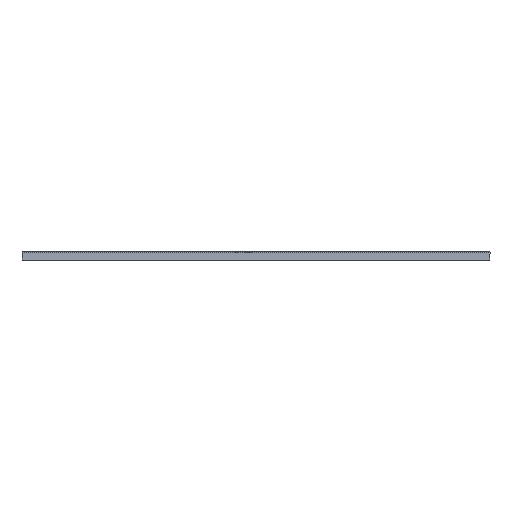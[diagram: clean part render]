
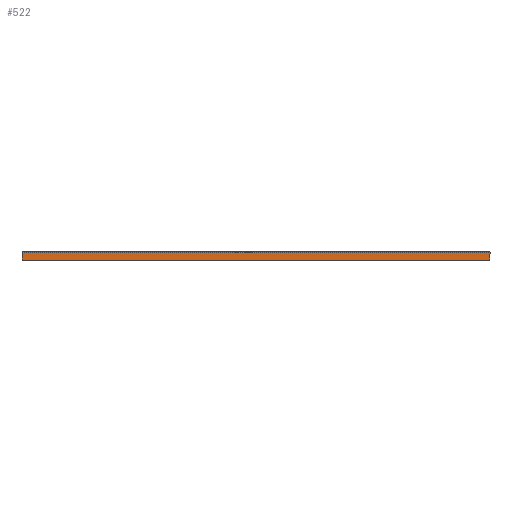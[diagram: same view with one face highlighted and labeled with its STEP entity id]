
A CAD part, left-side view. The second image highlights one B-rep face of the part: STEP entity #522.
In plain terms, the highlighted planar face has unit normal (-1, 0, 0).
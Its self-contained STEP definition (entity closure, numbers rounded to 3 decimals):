
#4 = ORIENTED_EDGE ( 'NONE', *, *, #1157, .T. ) ;
#48 = CARTESIAN_POINT ( 'NONE',  ( -20.5, 2000., 20. ) ) ;
#52 = DIRECTION ( 'NONE',  ( 0., 0., -1. ) ) ;
#62 = AXIS2_PLACEMENT_3D ( 'NONE', #48, #730, #335 ) ;
#74 = CARTESIAN_POINT ( 'NONE',  ( -20.5, 2000., 20.107 ) ) ;
#171 = ORIENTED_EDGE ( 'NONE', *, *, #378, .F. ) ;
#224 = CARTESIAN_POINT ( 'NONE',  ( -20.5, 2000., 3. ) ) ;
#286 = CARTESIAN_POINT ( 'NONE',  ( -20.5, 2000., 37. ) ) ;
#335 = DIRECTION ( 'NONE',  ( 0., 0., 1. ) ) ;
#378 = EDGE_CURVE ( 'NONE', #717, #966, #688, .T. ) ;
#404 = EDGE_LOOP ( 'NONE', ( #4, #171, #505, #1231 ) ) ;
#450 = CARTESIAN_POINT ( 'NONE',  ( -20.5, 0., 20.107 ) ) ;
#459 = CARTESIAN_POINT ( 'NONE',  ( -20.5, 2000., 3. ) ) ;
#480 = CARTESIAN_POINT ( 'NONE',  ( -20.5, 0., 3. ) ) ;
#505 = ORIENTED_EDGE ( 'NONE', *, *, #659, .F. ) ;
#518 = VECTOR ( 'NONE', #52, 1000. ) ;
#522 = ADVANCED_FACE ( 'NONE', ( #858 ), #1126, .T. ) ;
#659 = EDGE_CURVE ( 'NONE', #1173, #717, #1251, .T. ) ;
#688 = LINE ( 'NONE', #224, #980 ) ;
#717 = VERTEX_POINT ( 'NONE', #480 ) ;
#730 = DIRECTION ( 'NONE',  ( -1., 0., 0. ) ) ;
#783 = LINE ( 'NONE', #1054, #1227 ) ;
#849 = DIRECTION ( 'NONE',  ( 0., 1., 0. ) ) ;
#858 = FACE_OUTER_BOUND ( 'NONE', #404, .T. ) ;
#966 = VERTEX_POINT ( 'NONE', #459 ) ;
#980 = VECTOR ( 'NONE', #1113, 1000. ) ;
#1043 = LINE ( 'NONE', #74, #1139 ) ;
#1054 = CARTESIAN_POINT ( 'NONE',  ( -20.5, 2000., 37. ) ) ;
#1090 = EDGE_CURVE ( 'NONE', #1173, #1259, #783, .T. ) ;
#1113 = DIRECTION ( 'NONE',  ( 0., 1., 0. ) ) ;
#1126 = PLANE ( 'NONE',  #62 ) ;
#1139 = VECTOR ( 'NONE', #1150, 1000. ) ;
#1145 = CARTESIAN_POINT ( 'NONE',  ( -20.5, 0., 37. ) ) ;
#1150 = DIRECTION ( 'NONE',  ( 0., 0., -1. ) ) ;
#1157 = EDGE_CURVE ( 'NONE', #1259, #966, #1043, .T. ) ;
#1173 = VERTEX_POINT ( 'NONE', #1145 ) ;
#1227 = VECTOR ( 'NONE', #849, 1000. ) ;
#1231 = ORIENTED_EDGE ( 'NONE', *, *, #1090, .T. ) ;
#1251 = LINE ( 'NONE', #450, #518 ) ;
#1259 = VERTEX_POINT ( 'NONE', #286 ) ;
